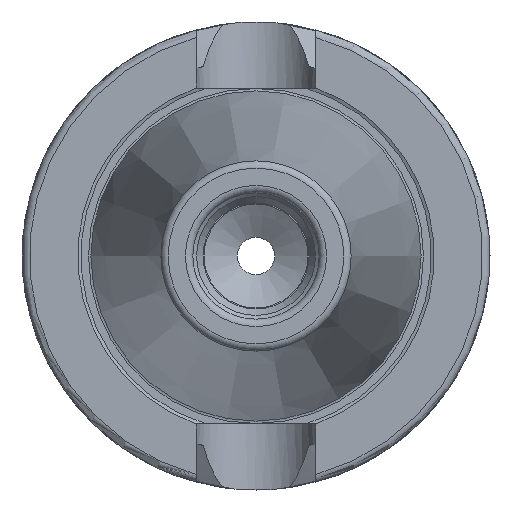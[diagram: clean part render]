
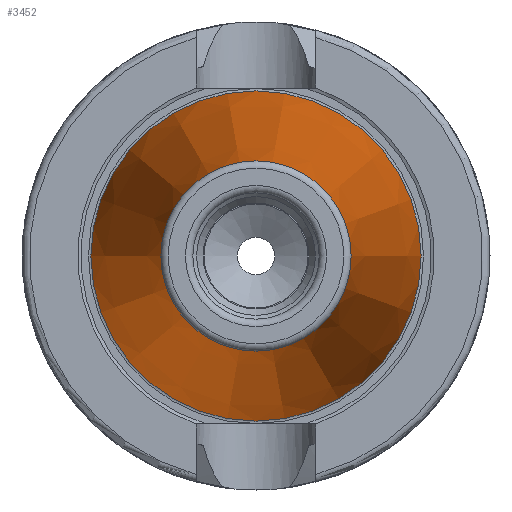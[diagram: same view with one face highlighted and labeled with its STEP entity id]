
A CAD part, left-side view. The second image highlights one B-rep face of the part: STEP entity #3452.
In plain terms, the highlighted conical face has half-angle 8.297 degrees and reference radius 17.519 mm.
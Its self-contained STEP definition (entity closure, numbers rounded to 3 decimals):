
#3418=CARTESIAN_POINT('',(-64.544,12.812,0.0));
#3419=VERTEX_POINT('',#3418);
#3420=CARTESIAN_POINT('',(-64.544,0.0,0.0));
#3421=DIRECTION('',(1.0,0.0,0.0));
#3422=DIRECTION('',(0.0,1.0,0.0));
#3423=AXIS2_PLACEMENT_3D('',#3420,#3421,#3422);
#3424=CIRCLE('',#3423,12.812);
#3425=EDGE_CURVE('',#3419,#3419,#3424,.T.);
#3433=CARTESIAN_POINT('',(-32.272,0.0,0.0));
#3434=DIRECTION('',(1.0,0.0,0.0));
#3435=DIRECTION('',(0.0,1.0,0.0));
#3436=AXIS2_PLACEMENT_3D('',#3433,#3434,#3435);
#3437=CONICAL_SURFACE('',#3436,17.519,8.297);
#3438=CARTESIAN_POINT('',(0.,22.225,0.0));
#3439=VERTEX_POINT('',#3438);
#3440=CARTESIAN_POINT('',(0.,0.0,0.0));
#3441=DIRECTION('',(1.0,0.0,0.0));
#3442=DIRECTION('',(0.0,1.0,0.0));
#3443=AXIS2_PLACEMENT_3D('',#3440,#3441,#3442);
#3444=CIRCLE('',#3443,22.225);
#3445=EDGE_CURVE('',#3439,#3439,#3444,.T.);
#3446=ORIENTED_EDGE('',*,*,#3445,.F.);
#3447=EDGE_LOOP('',(#3446));
#3448=FACE_OUTER_BOUND('',#3447,.T.);
#3449=ORIENTED_EDGE('',*,*,#3425,.T.);
#3450=EDGE_LOOP('',(#3449));
#3451=FACE_BOUND('',#3450,.T.);
#3452=ADVANCED_FACE('',(#3448,#3451),#3437,.T.);
